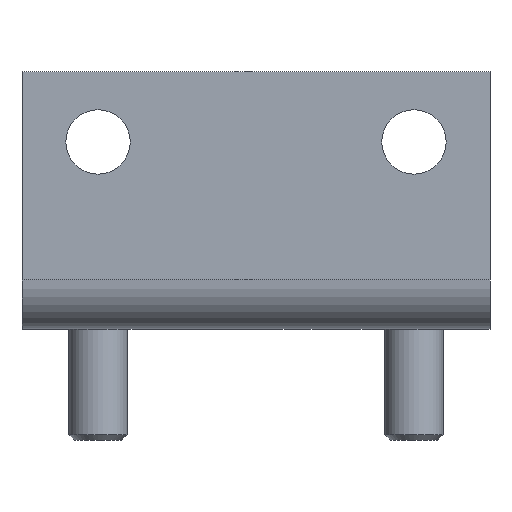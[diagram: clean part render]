
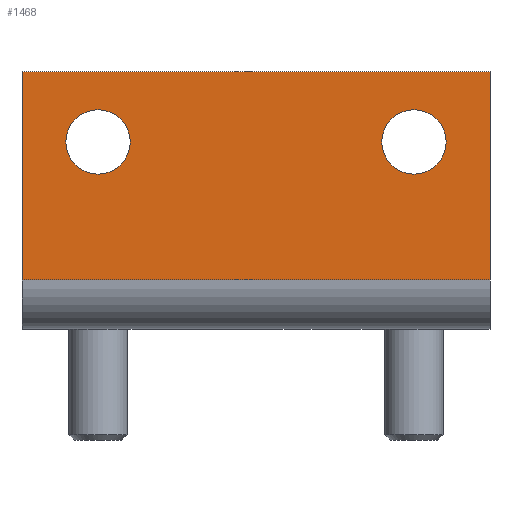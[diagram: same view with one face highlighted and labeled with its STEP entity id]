
A CAD part, front view. The second image highlights one B-rep face of the part: STEP entity #1468.
In plain terms, the highlighted planar face has unit normal (0, -1, 0).
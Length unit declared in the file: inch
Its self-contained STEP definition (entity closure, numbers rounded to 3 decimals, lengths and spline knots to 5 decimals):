
#32 = DIRECTION ( 'NONE',  ( 0., 1., 0. ) ) ;
#71 = DIRECTION ( 'NONE',  ( 0., 0., -1. ) ) ;
#106 = AXIS2_PLACEMENT_3D ( 'NONE', #1720, #2802, #1065 ) ;
#118 = VECTOR ( 'NONE', #71, 39.37008 ) ;
#138 = DIRECTION ( 'NONE',  ( 0., 0., -1. ) ) ;
#160 = VERTEX_POINT ( 'NONE', #2711 ) ;
#185 = ORIENTED_EDGE ( 'NONE', *, *, #1905, .F. ) ;
#258 = EDGE_CURVE ( 'NONE', #1863, #2500, #1265, .T. ) ;
#277 = DIRECTION ( 'NONE',  ( 0., 0., 1. ) ) ;
#282 = CIRCLE ( 'NONE', #1869, 0.10827 ) ;
#330 = CARTESIAN_POINT ( 'NONE',  ( 1.5748, 0., 0.86614 ) ) ;
#367 = EDGE_LOOP ( 'NONE', ( #1500, #791 ) ) ;
#458 = CARTESIAN_POINT ( 'NONE',  ( 1.3189, 0., 0.52165 ) ) ;
#606 = VECTOR ( 'NONE', #138, 39.37008 ) ;
#614 = CIRCLE ( 'NONE', #1115, 0.10827 ) ;
#630 = ORIENTED_EDGE ( 'NONE', *, *, #2067, .T. ) ;
#716 = DIRECTION ( 'NONE',  ( 0., 0., 1. ) ) ;
#749 = VERTEX_POINT ( 'NONE', #2360 ) ;
#750 = CIRCLE ( 'NONE', #106, 0.10827 ) ;
#783 = FACE_BOUND ( 'NONE', #367, .T. ) ;
#791 = ORIENTED_EDGE ( 'NONE', *, *, #1354, .T. ) ;
#813 = EDGE_CURVE ( 'NONE', #1863, #160, #2007, .T. ) ;
#954 = CARTESIAN_POINT ( 'NONE',  ( 0.25591, 0., 0.73819 ) ) ;
#1042 = CARTESIAN_POINT ( 'NONE',  ( 1.5748, 0., 0.86614 ) ) ;
#1065 = DIRECTION ( 'NONE',  ( 0., 0., 1. ) ) ;
#1086 = CARTESIAN_POINT ( 'NONE',  ( 0., 0., 0.16535 ) ) ;
#1115 = AXIS2_PLACEMENT_3D ( 'NONE', #2028, #32, #2242 ) ;
#1191 = CARTESIAN_POINT ( 'NONE',  ( 1.5748, 0., 0.16535 ) ) ;
#1194 = DIRECTION ( 'NONE',  ( 0., 0., 1. ) ) ;
#1262 = DIRECTION ( 'NONE',  ( 0., 1., 0. ) ) ;
#1265 = LINE ( 'NONE', #1042, #2078 ) ;
#1316 = CARTESIAN_POINT ( 'NONE',  ( 0., 0., 0.86614 ) ) ;
#1354 = EDGE_CURVE ( 'NONE', #749, #2563, #614, .T. ) ;
#1372 = CARTESIAN_POINT ( 'NONE',  ( 1.3189, 0., 0.73819 ) ) ;
#1383 = FACE_BOUND ( 'NONE', #2539, .T. ) ;
#1399 = ORIENTED_EDGE ( 'NONE', *, *, #258, .T. ) ;
#1465 = AXIS2_PLACEMENT_3D ( 'NONE', #2232, #2247, #277 ) ;
#1468 = ADVANCED_FACE ( 'NONE', ( #1881, #783, #1383 ), #2097, .F. ) ;
#1470 = LINE ( 'NONE', #2343, #606 ) ;
#1500 = ORIENTED_EDGE ( 'NONE', *, *, #1944, .T. ) ;
#1562 = CARTESIAN_POINT ( 'NONE',  ( 1.5748, 0., 0.16535 ) ) ;
#1632 = VERTEX_POINT ( 'NONE', #1086 ) ;
#1720 = CARTESIAN_POINT ( 'NONE',  ( 0.25591, 0., 0.62992 ) ) ;
#1863 = VERTEX_POINT ( 'NONE', #2774 ) ;
#1869 = AXIS2_PLACEMENT_3D ( 'NONE', #2789, #1262, #716 ) ;
#1881 = FACE_OUTER_BOUND ( 'NONE', #2482, .T. ) ;
#1905 = EDGE_CURVE ( 'NONE', #160, #1632, #2681, .T. ) ;
#1944 = EDGE_CURVE ( 'NONE', #2563, #749, #750, .T. ) ;
#1961 = VECTOR ( 'NONE', #2053, 39.37008 ) ;
#1963 = ORIENTED_EDGE ( 'NONE', *, *, #813, .F. ) ;
#2007 = LINE ( 'NONE', #1562, #118 ) ;
#2028 = CARTESIAN_POINT ( 'NONE',  ( 0.25591, 0., 0.62992 ) ) ;
#2053 = DIRECTION ( 'NONE',  ( -1., 0., 0. ) ) ;
#2067 = EDGE_CURVE ( 'NONE', #2183, #2564, #282, .T. ) ;
#2078 = VECTOR ( 'NONE', #2346, 39.37008 ) ;
#2097 = PLANE ( 'NONE',  #2325 ) ;
#2183 = VERTEX_POINT ( 'NONE', #458 ) ;
#2232 = CARTESIAN_POINT ( 'NONE',  ( 1.3189, 0., 0.62992 ) ) ;
#2242 = DIRECTION ( 'NONE',  ( 0., 0., 1. ) ) ;
#2247 = DIRECTION ( 'NONE',  ( 0., 1., 0. ) ) ;
#2325 = AXIS2_PLACEMENT_3D ( 'NONE', #330, #2512, #1194 ) ;
#2343 = CARTESIAN_POINT ( 'NONE',  ( 0., 0., 0.16535 ) ) ;
#2346 = DIRECTION ( 'NONE',  ( -1., 0., 0. ) ) ;
#2360 = CARTESIAN_POINT ( 'NONE',  ( 0.25591, 0., 0.52165 ) ) ;
#2421 = ORIENTED_EDGE ( 'NONE', *, *, #2631, .T. ) ;
#2449 = EDGE_CURVE ( 'NONE', #2500, #1632, #1470, .T. ) ;
#2482 = EDGE_LOOP ( 'NONE', ( #185, #1963, #1399, #2767 ) ) ;
#2500 = VERTEX_POINT ( 'NONE', #1316 ) ;
#2512 = DIRECTION ( 'NONE',  ( 0., 1., 0. ) ) ;
#2539 = EDGE_LOOP ( 'NONE', ( #2421, #630 ) ) ;
#2563 = VERTEX_POINT ( 'NONE', #954 ) ;
#2564 = VERTEX_POINT ( 'NONE', #1372 ) ;
#2631 = EDGE_CURVE ( 'NONE', #2564, #2183, #2652, .T. ) ;
#2652 = CIRCLE ( 'NONE', #1465, 0.10827 ) ;
#2681 = LINE ( 'NONE', #1191, #1961 ) ;
#2711 = CARTESIAN_POINT ( 'NONE',  ( 1.5748, 0., 0.16535 ) ) ;
#2767 = ORIENTED_EDGE ( 'NONE', *, *, #2449, .T. ) ;
#2774 = CARTESIAN_POINT ( 'NONE',  ( 1.5748, 0., 0.86614 ) ) ;
#2789 = CARTESIAN_POINT ( 'NONE',  ( 1.3189, 0., 0.62992 ) ) ;
#2802 = DIRECTION ( 'NONE',  ( 0., 1., 0. ) ) ;
